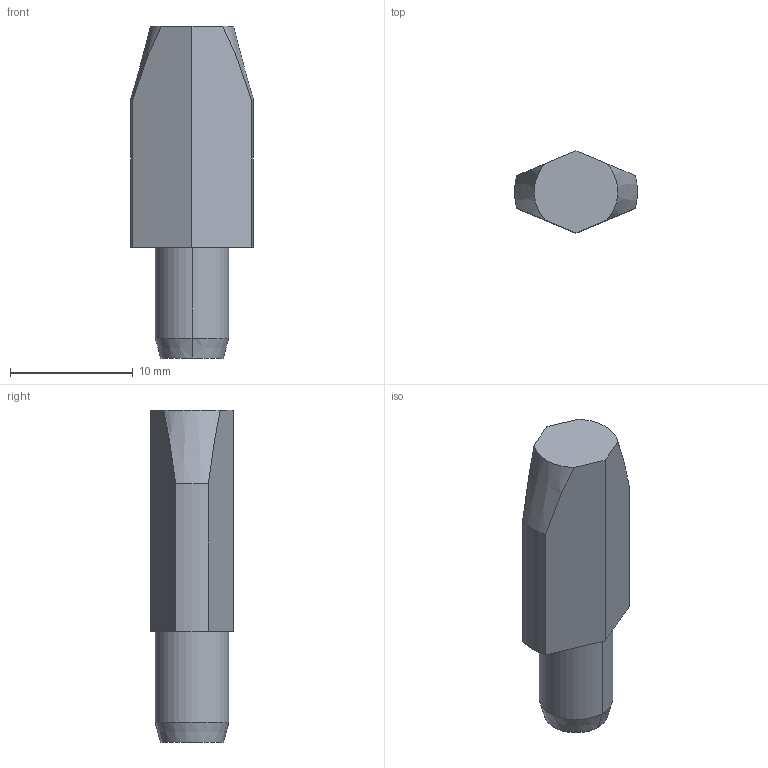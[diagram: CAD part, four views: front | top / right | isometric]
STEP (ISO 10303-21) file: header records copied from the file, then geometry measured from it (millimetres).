
FILE_DESCRIPTION(('STEP AP214'),'1');
FILE_NAME(' ',' ',('TraceParts'),('TraceParts S.A.'),'XStep 1.0',' ',' ');
FILE_SCHEMA(('automotive_design'));
Length unit declared in the file: millimetre
Products named in the file (1): 1
Bounding box: 10 x 6.68 x 27 mm (x, y, z)
Volume: 1037.7 mm3; surface area: 699.3 mm2
Topology: 1 solids, 1 shells, 15 faces, 34 edges, 22 vertices
Faces by surface type: plane 7, cylinder 4, cone 4
Entity records: 844 total; most frequent: CARTESIAN_POINT 80, DIRECTION 74, STYLED_ITEM 72, PRESENTATION_STYLE_ASSIGNMENT 72, COLOUR_RGB 72, ORIENTED_EDGE 68, EDGE_CURVE 34, CURVE_STYLE 34
